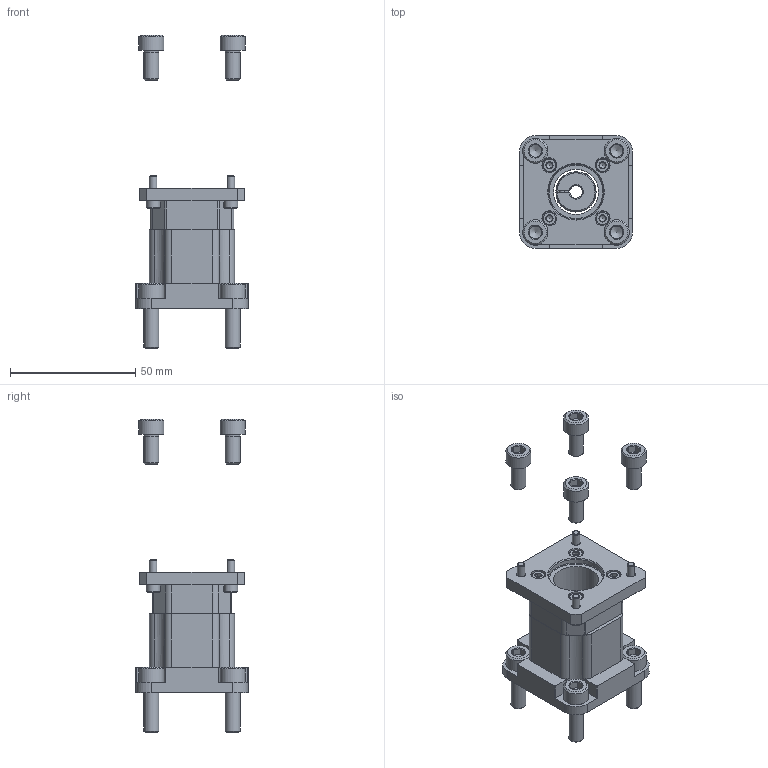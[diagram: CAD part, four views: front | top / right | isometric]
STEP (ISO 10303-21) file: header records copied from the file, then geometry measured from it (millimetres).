
FILE_DESCRIPTION(/* description */ ('STEP AP214'),/* implementation_level */ '2;1');
FILE_NAME(/* name */ '543148_EAMM-A-D32-42A',/* time_stamp */ '2024-08-26T23:23:21+02:00',/* author */ ('License CC BY-ND 4.0'),/* organization */ ('CADENAS'),/* preprocessor_version */ 'ST-DEVELOPER v19.3',/* originating_system */ 'PARTsolutions',/* authorisation */ ' ');
FILE_SCHEMA (('AUTOMOTIVE_DESIGN {1 0 10303 214 3 1 1}'));
Length unit declared in the file: millimetre
Products named in the file (8): 543148 EAMM-A-D32-42A; 552155 EAMK-A-D32-28---(1O); DIN-912 - M6x20(F); DIN-912 - M6x12(F); 552164 EAMF-A-28-42A(1A10); DIN-912 - M3x20(F); DIN-912 - M3x10(F); 543419 EAMC-16-20-5-6
Assembly tree (19 placements, depth 2):
  543148 EAMM-A-D32-42A
    552155 EAMK-A-D32-28---(1O)
    DIN-912 - M6x20(F)  x4
    DIN-912 - M6x12(F)  x4
    552164 EAMF-A-28-42A(1A10)
    DIN-912 - M3x20(F)  x4
    DIN-912 - M3x10(F)  x4
    543419 EAMC-16-20-5-6
Bounding box: 45 x 45 x 125 mm (x, y, z)
Volume: 45867.4 mm3; surface area: 27598.1 mm2
Topology: 19 solids, 19 shells, 769 faces, 1679 edges, 995 vertices
Faces by surface type: plane 372, cone 210, cylinder 180, torus 7
Full cylindrical faces by diameter (mm): 1.5 x8, 1.567 x2, 2 x3, 2.1 x5, 2.459 x8, 3 x8, 3.4 x8, 3.8 x2, 4 x2, 5.5 x8, 6 x12, 6.2 x1, 6.6 x4, 10 x8, 18 x1, 22 x1, 24 x1, 32 x1
Entity records: 12380 total; most frequent: CARTESIAN_POINT 2271, DIRECTION 2180, ORIENTED_EDGE 1820, EDGE_CURVE 910, AXIS2_PLACEMENT_3D 878, VERTEX_POINT 638, FACE_BOUND 616, EDGE_LOOP 608
